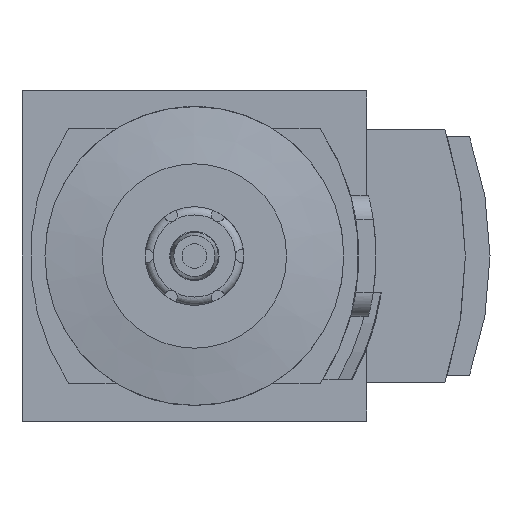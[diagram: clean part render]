
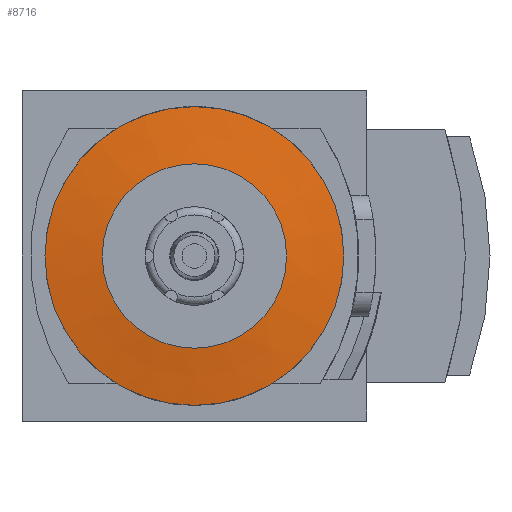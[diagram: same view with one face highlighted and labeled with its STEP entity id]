
A CAD part, front view. The second image highlights one B-rep face of the part: STEP entity #8716.
In plain terms, the highlighted conical face has half-angle 82 degrees and reference radius 18.2 mm.
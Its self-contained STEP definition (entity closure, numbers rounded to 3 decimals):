
#45=CONICAL_SURFACE('',#9219,18.2,1.431);
#2614=ORIENTED_EDGE('',*,*,#4191,.F.);
#2615=ORIENTED_EDGE('',*,*,#4196,.T.);
#4191=EDGE_CURVE('',#5002,#5002,#5310,.T.);
#4196=EDGE_CURVE('',#5007,#5007,#5313,.T.);
#5002=VERTEX_POINT('',#12725);
#5007=VERTEX_POINT('',#12737);
#5310=CIRCLE('',#9215,11.227);
#5313=CIRCLE('',#9220,18.2);
#5578=EDGE_LOOP('',(#2614));
#5579=EDGE_LOOP('',(#2615));
#5994=FACE_BOUND('',#5578,.T.);
#5995=FACE_BOUND('',#5579,.T.);
#8716=ADVANCED_FACE('',(#5994,#5995),#45,.T.);
#9215=AXIS2_PLACEMENT_3D('',#12724,#10490,#10491);
#9219=AXIS2_PLACEMENT_3D('',#12735,#10500,#10501);
#9220=AXIS2_PLACEMENT_3D('',#12736,#10502,#10503);
#10490=DIRECTION('',(0.,-1.,0.));
#10491=DIRECTION('',(0.,0.,-1.));
#10500=DIRECTION('',(0.,1.,0.));
#10501=DIRECTION('',(0.,0.,1.));
#10502=DIRECTION('',(0.,-1.,0.));
#10503=DIRECTION('',(0.,0.,-1.));
#12724=CARTESIAN_POINT('',(0.,-131.2,0.));
#12725=CARTESIAN_POINT('',(0.,-131.2,-11.227));
#12735=CARTESIAN_POINT('',(0.,-130.22,0.));
#12736=CARTESIAN_POINT('',(0.,-130.22,0.));
#12737=CARTESIAN_POINT('',(0.,-130.22,-18.2));
